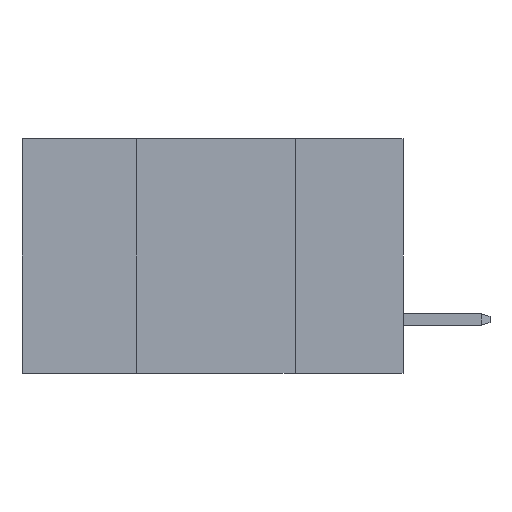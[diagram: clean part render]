
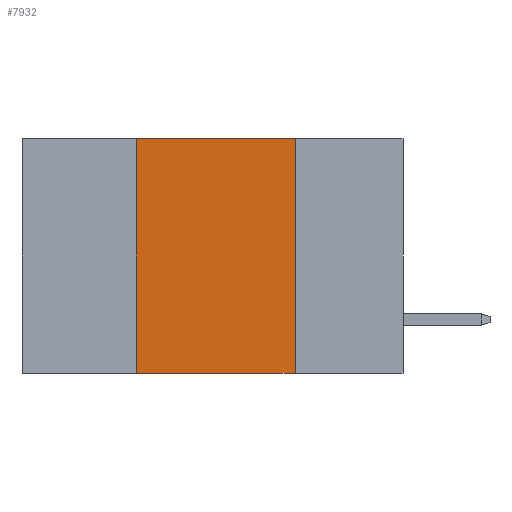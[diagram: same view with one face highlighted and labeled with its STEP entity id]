
A CAD part, left-side view. The second image highlights one B-rep face of the part: STEP entity #7932.
In plain terms, the highlighted planar face has unit normal (-1, 0, 0).
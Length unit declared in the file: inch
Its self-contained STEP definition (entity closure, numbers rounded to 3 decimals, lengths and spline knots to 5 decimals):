
#207 = VECTOR ( 'NONE', #8859, 39.37008 ) ;
#234 = FACE_OUTER_BOUND ( 'NONE', #7687, .T. ) ;
#318 = ORIENTED_EDGE ( 'NONE', *, *, #2054, .F. ) ;
#771 = LINE ( 'NONE', #1456, #8776 ) ;
#1057 = EDGE_CURVE ( 'NONE', #2506, #8058, #6194, .T. ) ;
#1451 = CARTESIAN_POINT ( 'NONE',  ( 0., 0.6, 0. ) ) ;
#1456 = CARTESIAN_POINT ( 'NONE',  ( 0., 0.42, 0. ) ) ;
#1481 = EDGE_CURVE ( 'NONE', #2506, #1909, #771, .T. ) ;
#1909 = VERTEX_POINT ( 'NONE', #3326 ) ;
#2054 = EDGE_CURVE ( 'NONE', #1909, #8278, #4891, .T. ) ;
#2196 = ORIENTED_EDGE ( 'NONE', *, *, #5196, .F. ) ;
#2506 = VERTEX_POINT ( 'NONE', #8935 ) ;
#2745 = CARTESIAN_POINT ( 'NONE',  ( 0., 0.6, -0.37 ) ) ;
#2791 = CARTESIAN_POINT ( 'NONE',  ( 0., 0.17, -0.37 ) ) ;
#3056 = VECTOR ( 'NONE', #7019, 39.37008 ) ;
#3214 = CARTESIAN_POINT ( 'NONE',  ( 0., 0.17, 0. ) ) ;
#3310 = CARTESIAN_POINT ( 'NONE',  ( 0., 0.6, 0. ) ) ;
#3326 = CARTESIAN_POINT ( 'NONE',  ( 0., 0.42, 0. ) ) ;
#3676 = DIRECTION ( 'NONE',  ( 1., 0., 0. ) ) ;
#4352 = ORIENTED_EDGE ( 'NONE', *, *, #1481, .F. ) ;
#4393 = DIRECTION ( 'NONE',  ( 0., 0., -1. ) ) ;
#4644 = PLANE ( 'NONE',  #5317 ) ;
#4891 = LINE ( 'NONE', #1451, #3056 ) ;
#5196 = EDGE_CURVE ( 'NONE', #8278, #8058, #8686, .T. ) ;
#5317 = AXIS2_PLACEMENT_3D ( 'NONE', #3310, #3676, #4393 ) ;
#5506 = DIRECTION ( 'NONE',  ( 0., -1., 0. ) ) ;
#6194 = LINE ( 'NONE', #2745, #8896 ) ;
#6573 = DIRECTION ( 'NONE',  ( 0., 0., 1. ) ) ;
#6845 = ORIENTED_EDGE ( 'NONE', *, *, #1057, .T. ) ;
#7019 = DIRECTION ( 'NONE',  ( 0., -1., 0. ) ) ;
#7687 = EDGE_LOOP ( 'NONE', ( #2196, #318, #4352, #6845 ) ) ;
#7932 = ADVANCED_FACE ( 'NONE', ( #234 ), #4644, .F. ) ;
#8058 = VERTEX_POINT ( 'NONE', #2791 ) ;
#8278 = VERTEX_POINT ( 'NONE', #8592 ) ;
#8592 = CARTESIAN_POINT ( 'NONE',  ( 0., 0.17, 0. ) ) ;
#8686 = LINE ( 'NONE', #3214, #207 ) ;
#8776 = VECTOR ( 'NONE', #6573, 39.37008 ) ;
#8859 = DIRECTION ( 'NONE',  ( 0., 0., -1. ) ) ;
#8896 = VECTOR ( 'NONE', #5506, 39.37008 ) ;
#8935 = CARTESIAN_POINT ( 'NONE',  ( 0., 0.42, -0.37 ) ) ;
